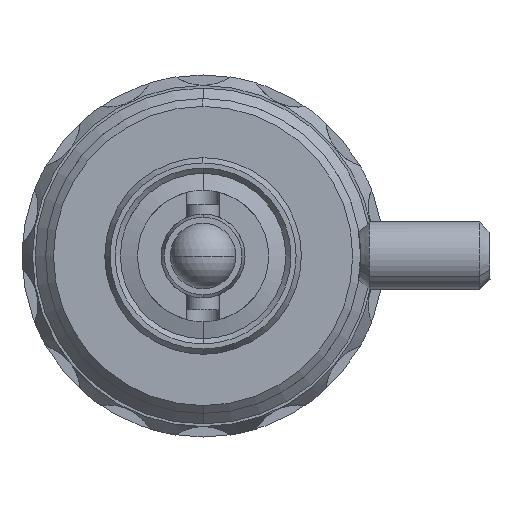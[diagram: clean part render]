
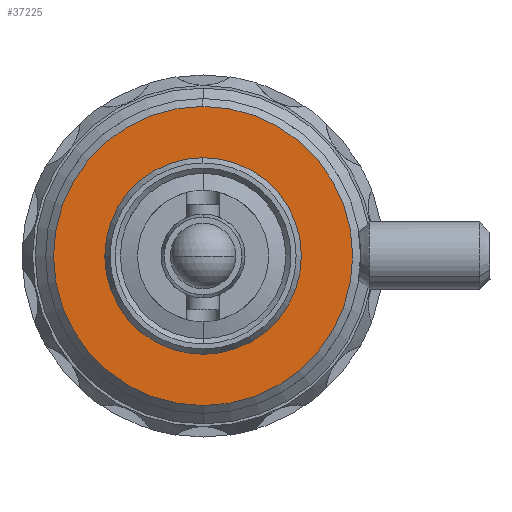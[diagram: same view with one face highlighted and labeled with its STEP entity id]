
A CAD part, front view. The second image highlights one B-rep face of the part: STEP entity #37225.
In plain terms, the highlighted planar face has unit normal (0, -1, 0).
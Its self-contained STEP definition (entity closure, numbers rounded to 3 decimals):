
#112 = DIRECTION ( 'NONE',  ( 0.001, 0., -1. ) ) ;
#1865 = CARTESIAN_POINT ( 'NONE',  ( 5.082, -1.075, -6.512 ) ) ;
#2205 = VERTEX_POINT ( 'NONE', #23074 ) ;
#3632 = FACE_OUTER_BOUND ( 'NONE', #24179, .T. ) ;
#4008 = DIRECTION ( 'NONE',  ( 0., -1., 0. ) ) ;
#6219 = CARTESIAN_POINT ( 'NONE',  ( 5.073, -1.075, 2.492 ) ) ;
#7007 = CARTESIAN_POINT ( 'NONE',  ( 5.077, -1.075, -2.01 ) ) ;
#8437 = DIRECTION ( 'NONE',  ( 0., -1., 0. ) ) ;
#9007 = PLANE ( 'NONE',  #36475 ) ;
#9142 = DIRECTION ( 'NONE',  ( -0.001, 0., 1. ) ) ;
#9332 = CARTESIAN_POINT ( 'NONE',  ( 5.084, -1.075, -9.249 ) ) ;
#9919 = DIRECTION ( 'NONE',  ( 0.001, 0., -1. ) ) ;
#10722 = ORIENTED_EDGE ( 'NONE', *, *, #34563, .T. ) ;
#15957 = CIRCLE ( 'NONE', #35758, 7.239 ) ;
#17422 = DIRECTION ( 'NONE',  ( 0., -1., 0. ) ) ;
#17673 = CIRCLE ( 'NONE', #35211, 4.502 ) ;
#19425 = EDGE_CURVE ( 'NONE', #28230, #2205, #17673, .T. ) ;
#19754 = EDGE_LOOP ( 'NONE', ( #25948, #24584 ) ) ;
#20533 = CIRCLE ( 'NONE', #25991, 7.239 ) ;
#21319 = CARTESIAN_POINT ( 'NONE',  ( 5.077, -1.075, -2.01 ) ) ;
#22749 = EDGE_CURVE ( 'NONE', #2205, #28230, #31680, .T. ) ;
#23074 = CARTESIAN_POINT ( 'NONE',  ( 5.073, -1.075, 2.492 ) ) ;
#23685 = CARTESIAN_POINT ( 'NONE',  ( 5.071, -1.075, 5.229 ) ) ;
#24179 = EDGE_LOOP ( 'NONE', ( #31379, #10722 ) ) ;
#24203 = DIRECTION ( 'NONE',  ( 0.001, 0., -1. ) ) ;
#24584 = ORIENTED_EDGE ( 'NONE', *, *, #22749, .F. ) ;
#25712 = CARTESIAN_POINT ( 'NONE',  ( 5.077, -1.075, -2.01 ) ) ;
#25735 = FACE_BOUND ( 'NONE', #19754, .T. ) ;
#25948 = ORIENTED_EDGE ( 'NONE', *, *, #19425, .F. ) ;
#25991 = AXIS2_PLACEMENT_3D ( 'NONE', #21319, #4008, #24203 ) ;
#26431 = DIRECTION ( 'NONE',  ( 0., 1., 0. ) ) ;
#27185 = DIRECTION ( 'NONE',  ( 0., -1., 0. ) ) ;
#28230 = VERTEX_POINT ( 'NONE', #1865 ) ;
#28628 = DIRECTION ( 'NONE',  ( 0.001, 0., -1. ) ) ;
#29821 = VERTEX_POINT ( 'NONE', #9332 ) ;
#31379 = ORIENTED_EDGE ( 'NONE', *, *, #31461, .T. ) ;
#31461 = EDGE_CURVE ( 'NONE', #37005, #29821, #15957, .T. ) ;
#31680 = CIRCLE ( 'NONE', #36673, 4.502 ) ;
#34563 = EDGE_CURVE ( 'NONE', #29821, #37005, #20533, .T. ) ;
#34679 = CARTESIAN_POINT ( 'NONE',  ( 5.077, -1.075, -2.01 ) ) ;
#35211 = AXIS2_PLACEMENT_3D ( 'NONE', #34679, #17422, #112 ) ;
#35758 = AXIS2_PLACEMENT_3D ( 'NONE', #25712, #8437, #28628 ) ;
#36475 = AXIS2_PLACEMENT_3D ( 'NONE', #6219, #26431, #9142 ) ;
#36673 = AXIS2_PLACEMENT_3D ( 'NONE', #7007, #27185, #9919 ) ;
#37005 = VERTEX_POINT ( 'NONE', #23685 ) ;
#37225 = ADVANCED_FACE ( 'NONE', ( #25735, #3632 ), #9007, .F. ) ;
